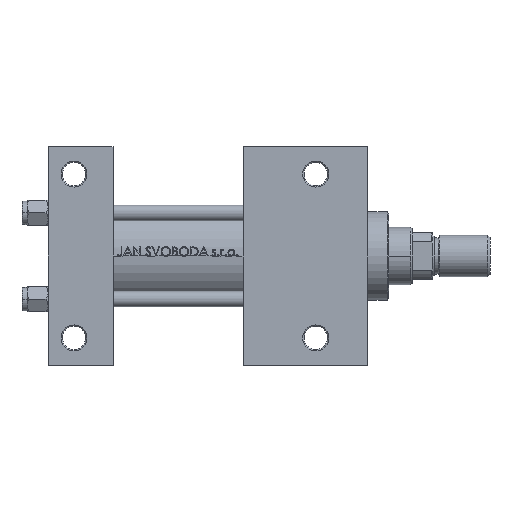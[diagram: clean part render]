
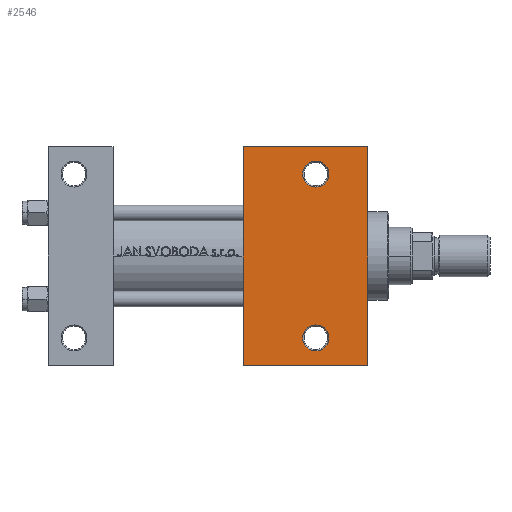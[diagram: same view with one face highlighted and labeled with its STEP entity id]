
A CAD part, front view. The second image highlights one B-rep face of the part: STEP entity #2546.
In plain terms, the highlighted face is planar.
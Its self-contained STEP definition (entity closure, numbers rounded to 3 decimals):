
#861 = VERTEX_POINT ( 'NONE', #31116 ) ;
#2069 = CARTESIAN_POINT ( 'NONE',  ( 103., -31.5, -22.5 ) ) ;
#2098 = EDGE_CURVE ( 'NONE', #861, #38284, #32050, .T. ) ;
#2223 = ORIENTED_EDGE ( 'NONE', *, *, #44172, .T. ) ;
#2546 = ADVANCED_FACE ( 'NONE', ( #7649, #41388, #15411 ), #19044, .T. ) ;
#2716 = EDGE_LOOP ( 'NONE', ( #2223, #28482 ) ) ;
#2948 = ORIENTED_EDGE ( 'NONE', *, *, #35202, .T. ) ;
#3434 = CARTESIAN_POINT ( 'NONE',  ( 103., -31.5, -22.5 ) ) ;
#4080 = CARTESIAN_POINT ( 'NONE',  ( 98.001, 31.5, -22.5 ) ) ;
#4097 = VERTEX_POINT ( 'NONE', #13996 ) ;
#4485 = CARTESIAN_POINT ( 'NONE',  ( 123., 22.5, -22.5 ) ) ;
#5096 = ORIENTED_EDGE ( 'NONE', *, *, #43220, .T. ) ;
#5218 = CARTESIAN_POINT ( 'NONE',  ( 123., 22.5, -22.5 ) ) ;
#5542 = AXIS2_PLACEMENT_3D ( 'NONE', #2069, #39221, #12512 ) ;
#7031 = CARTESIAN_POINT ( 'NONE',  ( 103., 31.5, -22.5 ) ) ;
#7219 = EDGE_LOOP ( 'NONE', ( #7555, #38362 ) ) ;
#7555 = ORIENTED_EDGE ( 'NONE', *, *, #30807, .T. ) ;
#7649 = FACE_BOUND ( 'NONE', #7219, .T. ) ;
#7699 = DIRECTION ( 'NONE',  ( 0., 1., 0. ) ) ;
#9581 = CARTESIAN_POINT ( 'NONE',  ( 75., -42., -22.5 ) ) ;
#10612 = EDGE_CURVE ( 'NONE', #26724, #34845, #24805, .T. ) ;
#11366 = VERTEX_POINT ( 'NONE', #27808 ) ;
#11492 = VECTOR ( 'NONE', #37897, 1000. ) ;
#12512 = DIRECTION ( 'NONE',  ( 0., 1., 0. ) ) ;
#13694 = CIRCLE ( 'NONE', #40828, 4.999 ) ;
#13996 = CARTESIAN_POINT ( 'NONE',  ( 75., 42., -22.5 ) ) ;
#14981 = VECTOR ( 'NONE', #27773, 1000. ) ;
#15411 = FACE_OUTER_BOUND ( 'NONE', #40813, .T. ) ;
#15630 = CARTESIAN_POINT ( 'NONE',  ( 98.001, -31.5, -22.5 ) ) ;
#17623 = ORIENTED_EDGE ( 'NONE', *, *, #41420, .F. ) ;
#18083 = CIRCLE ( 'NONE', #42142, 4.999 ) ;
#18227 = ORIENTED_EDGE ( 'NONE', *, *, #38176, .T. ) ;
#18239 = DIRECTION ( 'NONE',  ( 0., 0., 1. ) ) ;
#18844 = AXIS2_PLACEMENT_3D ( 'NONE', #4485, #40670, #34080 ) ;
#18851 = CARTESIAN_POINT ( 'NONE',  ( 103., 31.5, -22.5 ) ) ;
#19044 = PLANE ( 'NONE',  #18844 ) ;
#20673 = LINE ( 'NONE', #47327, #22595 ) ;
#22377 = CARTESIAN_POINT ( 'NONE',  ( 75., -42., -22.5 ) ) ;
#22595 = VECTOR ( 'NONE', #36610, 1000. ) ;
#23519 = AXIS2_PLACEMENT_3D ( 'NONE', #7031, #43459, #47582 ) ;
#24616 = CARTESIAN_POINT ( 'NONE',  ( 123., 42., -22.5 ) ) ;
#24707 = LINE ( 'NONE', #47299, #33539 ) ;
#24805 = CIRCLE ( 'NONE', #5542, 4.999 ) ;
#26724 = VERTEX_POINT ( 'NONE', #33617 ) ;
#27773 = DIRECTION ( 'NONE',  ( 0., -1., 0. ) ) ;
#27808 = CARTESIAN_POINT ( 'NONE',  ( 123., -42., -22.5 ) ) ;
#28482 = ORIENTED_EDGE ( 'NONE', *, *, #10612, .T. ) ;
#29541 = DIRECTION ( 'NONE',  ( 0., 0., 1. ) ) ;
#30807 = EDGE_CURVE ( 'NONE', #38284, #861, #13694, .T. ) ;
#31116 = CARTESIAN_POINT ( 'NONE',  ( 107.999, 31.5, -22.5 ) ) ;
#32050 = CIRCLE ( 'NONE', #23519, 4.999 ) ;
#33049 = DIRECTION ( 'NONE',  ( 0., 1., 0. ) ) ;
#33539 = VECTOR ( 'NONE', #46819, 1000. ) ;
#33617 = CARTESIAN_POINT ( 'NONE',  ( 107.999, -31.5, -22.5 ) ) ;
#34080 = DIRECTION ( 'NONE',  ( 0., 1., 0. ) ) ;
#34845 = VERTEX_POINT ( 'NONE', #15630 ) ;
#35202 = EDGE_CURVE ( 'NONE', #11366, #40269, #44724, .T. ) ;
#36610 = DIRECTION ( 'NONE',  ( 1., 0., 0. ) ) ;
#37897 = DIRECTION ( 'NONE',  ( -1., 0., 0. ) ) ;
#38176 = EDGE_CURVE ( 'NONE', #4097, #43331, #20673, .T. ) ;
#38284 = VERTEX_POINT ( 'NONE', #4080 ) ;
#38362 = ORIENTED_EDGE ( 'NONE', *, *, #2098, .T. ) ;
#38935 = LINE ( 'NONE', #5218, #14981 ) ;
#39221 = DIRECTION ( 'NONE',  ( 0., 0., 1. ) ) ;
#40269 = VERTEX_POINT ( 'NONE', #9581 ) ;
#40670 = DIRECTION ( 'NONE',  ( 0., 0., -1. ) ) ;
#40813 = EDGE_LOOP ( 'NONE', ( #17623, #18227, #5096, #2948 ) ) ;
#40828 = AXIS2_PLACEMENT_3D ( 'NONE', #18851, #29541, #7699 ) ;
#41388 = FACE_BOUND ( 'NONE', #2716, .T. ) ;
#41420 = EDGE_CURVE ( 'NONE', #4097, #40269, #24707, .T. ) ;
#42142 = AXIS2_PLACEMENT_3D ( 'NONE', #3434, #18239, #33049 ) ;
#43220 = EDGE_CURVE ( 'NONE', #43331, #11366, #38935, .T. ) ;
#43331 = VERTEX_POINT ( 'NONE', #24616 ) ;
#43459 = DIRECTION ( 'NONE',  ( 0., 0., 1. ) ) ;
#44172 = EDGE_CURVE ( 'NONE', #34845, #26724, #18083, .T. ) ;
#44724 = LINE ( 'NONE', #22377, #11492 ) ;
#46819 = DIRECTION ( 'NONE',  ( 0., -1., 0. ) ) ;
#47299 = CARTESIAN_POINT ( 'NONE',  ( 75., 22.5, -22.5 ) ) ;
#47327 = CARTESIAN_POINT ( 'NONE',  ( 75., 42., -22.5 ) ) ;
#47582 = DIRECTION ( 'NONE',  ( 0., 1., 0. ) ) ;
